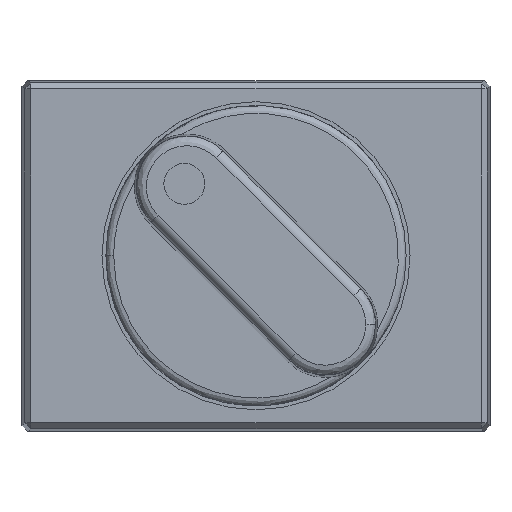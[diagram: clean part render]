
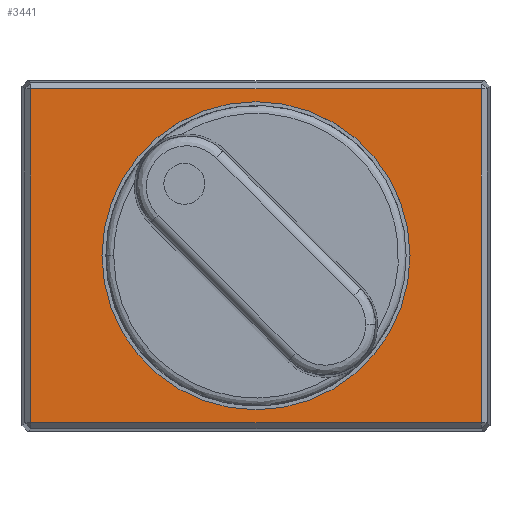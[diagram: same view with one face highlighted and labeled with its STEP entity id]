
A CAD part, top view. The second image highlights one B-rep face of the part: STEP entity #3441.
In plain terms, the highlighted planar face has unit normal (0, 0, 1).
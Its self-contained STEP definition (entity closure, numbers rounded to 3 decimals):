
#44 = AXIS2_PLACEMENT_3D ( 'NONE', #790, #2655, #4508 ) ;
#109 = CARTESIAN_POINT ( 'NONE',  ( -11.562, -8.562, 8.8 ) ) ;
#133 = EDGE_LOOP ( 'NONE', ( #3507, #2596, #4974, #326 ) ) ;
#326 = ORIENTED_EDGE ( 'NONE', *, *, #3928, .T. ) ;
#381 = VECTOR ( 'NONE', #4597, 1000. ) ;
#635 = EDGE_CURVE ( 'NONE', #5665, #2405, #1050, .T. ) ;
#754 = VERTEX_POINT ( 'NONE', #3734 ) ;
#790 = CARTESIAN_POINT ( 'NONE',  ( -11.562, -8.562, 8.8 ) ) ;
#830 = VERTEX_POINT ( 'NONE', #4283 ) ;
#873 = DIRECTION ( 'NONE',  ( 0., -1., 0. ) ) ;
#875 = CIRCLE ( 'NONE', #3491, 7.9 ) ;
#887 = LINE ( 'NONE', #2746, #381 ) ;
#888 = CARTESIAN_POINT ( 'NONE',  ( 0., -8.562, 8.8 ) ) ;
#1050 = CIRCLE ( 'NONE', #3669, 7.9 ) ;
#1202 = DIRECTION ( 'NONE',  ( -1., 0., 0. ) ) ;
#1257 = FACE_BOUND ( 'NONE', #5407, .T. ) ;
#1325 = DIRECTION ( 'NONE',  ( 0., 0., 1. ) ) ;
#1365 = CARTESIAN_POINT ( 'NONE',  ( 11.562, 0., 8.8 ) ) ;
#1404 = EDGE_CURVE ( 'NONE', #2405, #5665, #875, .T. ) ;
#1446 = VECTOR ( 'NONE', #2747, 1000. ) ;
#1571 = VERTEX_POINT ( 'NONE', #109 ) ;
#1603 = ORIENTED_EDGE ( 'NONE', *, *, #635, .F. ) ;
#1791 = EDGE_CURVE ( 'NONE', #754, #830, #5522, .T. ) ;
#1852 = VECTOR ( 'NONE', #3211, 1000. ) ;
#2405 = VERTEX_POINT ( 'NONE', #4062 ) ;
#2568 = CARTESIAN_POINT ( 'NONE',  ( -11.562, 8.562, 8.8 ) ) ;
#2596 = ORIENTED_EDGE ( 'NONE', *, *, #3551, .T. ) ;
#2655 = DIRECTION ( 'NONE',  ( 0., 0., 1. ) ) ;
#2746 = CARTESIAN_POINT ( 'NONE',  ( 0., 8.562, 8.8 ) ) ;
#2747 = DIRECTION ( 'NONE',  ( 1., 0., 0. ) ) ;
#2954 = VERTEX_POINT ( 'NONE', #2568 ) ;
#3026 = ORIENTED_EDGE ( 'NONE', *, *, #1404, .F. ) ;
#3109 = FACE_OUTER_BOUND ( 'NONE', #133, .T. ) ;
#3170 = DIRECTION ( 'NONE',  ( -1., 0., 0. ) ) ;
#3184 = LINE ( 'NONE', #5037, #4975 ) ;
#3211 = DIRECTION ( 'NONE',  ( 0., 1., 0. ) ) ;
#3430 = CARTESIAN_POINT ( 'NONE',  ( -7.9, 0., 8.8 ) ) ;
#3441 = ADVANCED_FACE ( 'NONE', ( #1257, #3109 ), #4962, .T. ) ;
#3491 = AXIS2_PLACEMENT_3D ( 'NONE', #3499, #5366, #1202 ) ;
#3499 = CARTESIAN_POINT ( 'NONE',  ( 0., 0., 8.8 ) ) ;
#3507 = ORIENTED_EDGE ( 'NONE', *, *, #5113, .T. ) ;
#3551 = EDGE_CURVE ( 'NONE', #1571, #754, #5053, .T. ) ;
#3669 = AXIS2_PLACEMENT_3D ( 'NONE', #5488, #1325, #3170 ) ;
#3734 = CARTESIAN_POINT ( 'NONE',  ( 11.562, -8.562, 8.8 ) ) ;
#3928 = EDGE_CURVE ( 'NONE', #830, #2954, #887, .T. ) ;
#4062 = CARTESIAN_POINT ( 'NONE',  ( 7.9, 0., 8.8 ) ) ;
#4283 = CARTESIAN_POINT ( 'NONE',  ( 11.562, 8.562, 8.8 ) ) ;
#4508 = DIRECTION ( 'NONE',  ( 1., 0., 0. ) ) ;
#4597 = DIRECTION ( 'NONE',  ( -1., 0., 0. ) ) ;
#4962 = PLANE ( 'NONE',  #44 ) ;
#4974 = ORIENTED_EDGE ( 'NONE', *, *, #1791, .T. ) ;
#4975 = VECTOR ( 'NONE', #873, 1000. ) ;
#5037 = CARTESIAN_POINT ( 'NONE',  ( -11.562, 0., 8.8 ) ) ;
#5053 = LINE ( 'NONE', #888, #1446 ) ;
#5113 = EDGE_CURVE ( 'NONE', #2954, #1571, #3184, .T. ) ;
#5366 = DIRECTION ( 'NONE',  ( 0., 0., 1. ) ) ;
#5407 = EDGE_LOOP ( 'NONE', ( #1603, #3026 ) ) ;
#5488 = CARTESIAN_POINT ( 'NONE',  ( 0., 0., 8.8 ) ) ;
#5522 = LINE ( 'NONE', #1365, #1852 ) ;
#5665 = VERTEX_POINT ( 'NONE', #3430 ) ;
